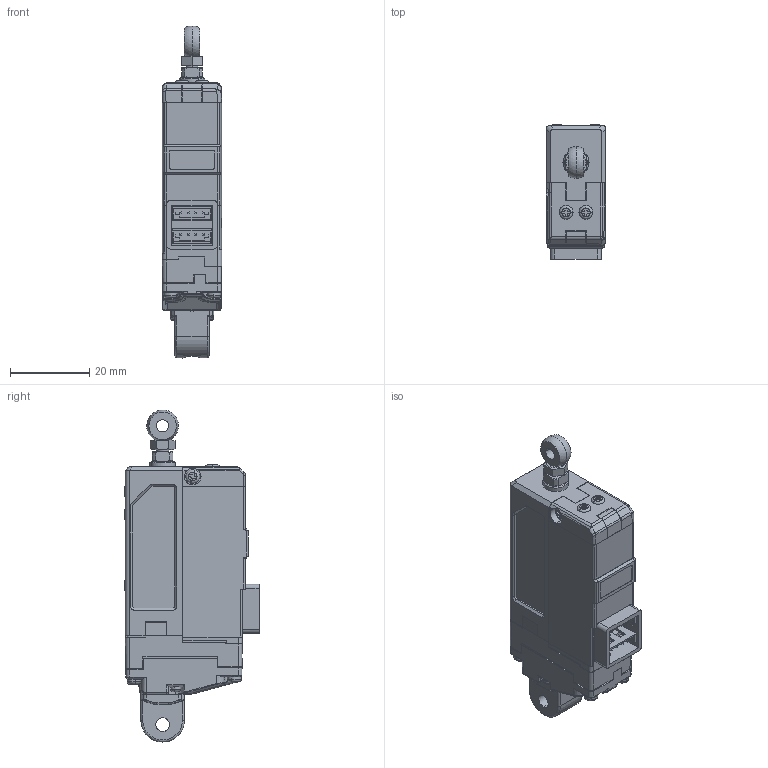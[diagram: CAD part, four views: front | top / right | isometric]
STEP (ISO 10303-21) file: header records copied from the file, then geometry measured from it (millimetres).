
FILE_DESCRIPTION (( 'STEP AP203' ), '1' );
FILE_NAME ('L12-xxxxx-3-Servo Series_Rev03_20250523.STEP', '2025-06-05T08:36:59', ( '' ), ( '' ), 'SwSTEP 2.0', 'SolidWorks 2020', '' );
FILE_SCHEMA (( 'CONFIG_CONTROL_DESIGN' ));
Length unit declared in the file: millimetre
Products named in the file (24): IRMIP0032 LENS; IRMIP0002 SPACER; MAIN_PCB(4pin); IROIX0022 SCREW, PH M2.5x5 PLS, STL BK; IRMIT0001 ROD 30, TR3 METAL; IROIX0009 SCREW, PH T 2x18 PLS STL NI; IRMIT0063 ROD END TIP ROUND, IR-MC01; IROIX0010 SCREW, PH T 2X4 PLS STL BK; IROIX0013 NUT, M3.0-2.4T NI; IRMIP0006 COVER, POT 30; IROIX0003 SCREW, CS T1.4x4 PLS STL NI; IROIX0008 SCREW, PH T1.7X18 PLS STL NI; IRMIP0029 CASE, PT TOP; MOLEX_4PIN-熱霜-1; IRMIP031 COVER, LENS; IRMIP0001 CASE STROKE 30; IRMIP0008 CASE, PT BTM; IRMIP0041 HINGE; IRMIT0018 NUT, ROD END SUS; IROIX0009 SCREW, PH T 2x12 PLS STL NI; L12-xxxxx-3-Servo Series_Rev03_20250523; IRMIT0052 NUT, HINGE; IREAB0010 PCBA, MAIN-1; IRMIP0030 COVER, MOTOR TOP
Assembly tree (32 placements, depth 3):
  L12-xxxxx-3-Servo Series_Rev03_20250523
    IRMIP0008 CASE, PT BTM
    IRMIP0029 CASE, PT TOP
    IRMIT0052 NUT, HINGE
    IROIX0008 SCREW, PH T1.7X18 PLS STL NI  x2
    IROIX0009 SCREW, PH T 2x18 PLS STL NI  x2
    IREAB0010 PCBA, MAIN-1
      MAIN_PCB(4pin)
      MOLEX_4PIN-熱霜-1  x2
    IRMIP031 COVER, LENS
    IRMIP0032 LENS
    IROIX0010 SCREW, PH T 2X4 PLS STL BK  x2
    IROIX0009 SCREW, PH T 2x12 PLS STL NI  x3
    IRMIP0030 COVER, MOTOR TOP
    IROIX0022 SCREW, PH M2.5x5 PLS, STL BK
    IRMIP0002 SPACER
    IRMIT0018 NUT, ROD END SUS
    IROIX0013 NUT, M3.0-2.4T NI
    IRMIP0041 HINGE
    IRMIP0006 COVER, POT 30
    IRMIP0001 CASE STROKE 30
    IRMIT0001 ROD 30, TR3 METAL
    IROIX0003 SCREW, CS T1.4x4 PLS STL NI  x4
    IRMIT0063 ROD END TIP ROUND, IR-MC01
Bounding box: 15 x 33.95 x 83.8 mm (x, y, z)
Volume: 13908.6 mm3; surface area: 22304.9 mm2
Topology: 31 solids, 31 shells, 2061 faces, 5402 edges, 3484 vertices
Faces by surface type: plane 1288, cylinder 500, cone 174, bspline 60, torus 34, sphere 5
Entity records: 61897 total; most frequent: CARTESIAN_POINT 15759, ORIENTED_EDGE 9328, DIRECTION 8520, EDGE_CURVE 4664, LINE 3110, VECTOR 3110, VERTEX_POINT 3018, AXIS2_PLACEMENT_3D 2705
